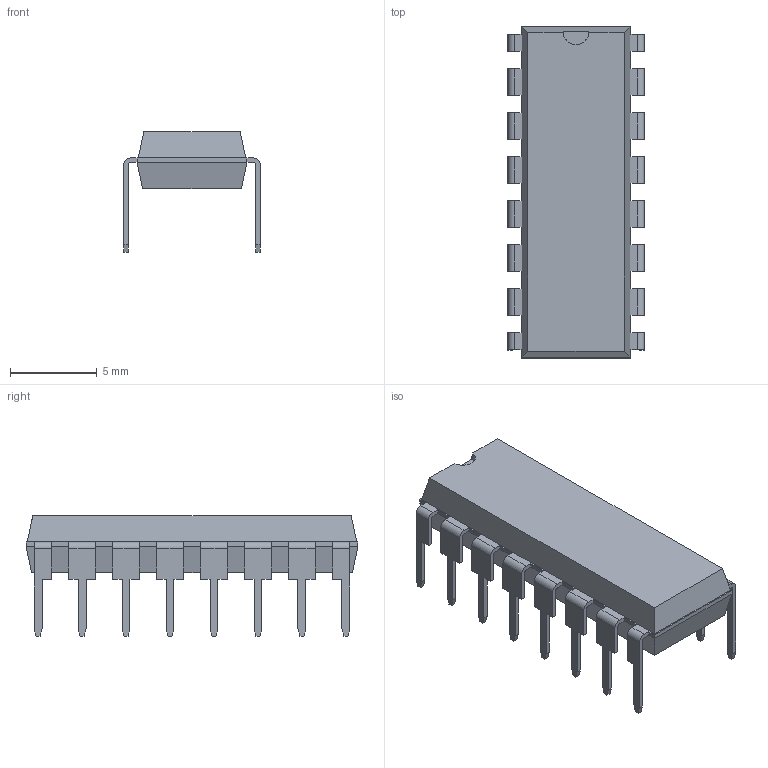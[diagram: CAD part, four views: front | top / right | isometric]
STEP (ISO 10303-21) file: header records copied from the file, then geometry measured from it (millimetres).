
FILE_DESCRIPTION (( 'STEP AP203' ), '1' );
FILE_NAME ('DIP_16_W7_62mm.step', '2019-10-07T21:39:58', ( '' ), ( '' ), 'SwSTEP 2.0', 'SolidWorks 2017', '' );
FILE_SCHEMA (( 'CONFIG_CONTROL_DESIGN' ));
Length unit declared in the file: millimetre
Products named in the file (2): SOLID011; DIP_16_W7_62mm
Assembly tree (1 placements, depth 2):
  DIP_16_W7_62mm
    SOLID011
Bounding box: 7.87 x 19.18 x 6.98 mm (x, y, z)
Volume: 391.4 mm3; surface area: 586.2 mm2
Topology: 1 solids, 1 shells, 251 faces, 708 edges, 460 vertices
Faces by surface type: plane 216, cylinder 35
Entity records: 8158 total; most frequent: CARTESIAN_POINT 1435, ORIENTED_EDGE 1416, DIRECTION 1282, EDGE_CURVE 708, LINE 636, VECTOR 636, VERTEX_POINT 460, AXIS2_PLACEMENT_3D 323
